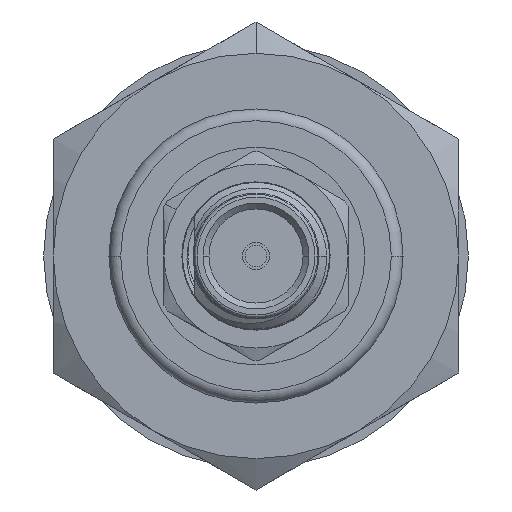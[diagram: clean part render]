
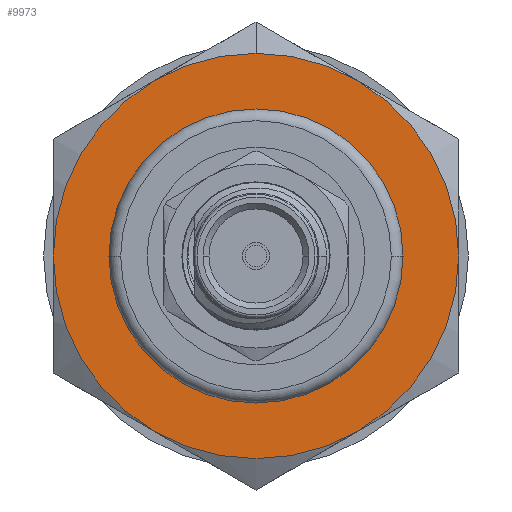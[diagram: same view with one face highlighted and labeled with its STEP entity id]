
A CAD part, left-side view. The second image highlights one B-rep face of the part: STEP entity #9973.
In plain terms, the highlighted face is planar.
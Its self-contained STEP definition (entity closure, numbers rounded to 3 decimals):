
#383 = CIRCLE ( 'NONE', #2808, 8.75 ) ;
#897 = CIRCLE ( 'NONE', #28454, 8.75 ) ;
#961 = AXIS2_PLACEMENT_3D ( 'NONE', #21010, #17183, #45153 ) ;
#1435 = DIRECTION ( 'NONE',  ( 1., 0., 0. ) ) ;
#1961 = CIRCLE ( 'NONE', #3604, 6.35 ) ;
#2808 = AXIS2_PLACEMENT_3D ( 'NONE', #17314, #17063, #21137 ) ;
#3604 = AXIS2_PLACEMENT_3D ( 'NONE', #11103, #33991, #37294 ) ;
#3678 = CARTESIAN_POINT ( 'NONE',  ( 22.23, 0., 0. ) ) ;
#3877 = VERTEX_POINT ( 'NONE', #19635 ) ;
#7113 = EDGE_CURVE ( 'NONE', #28853, #42776, #897, .T. ) ;
#8014 = DIRECTION ( 'NONE',  ( 1., 0., 0. ) ) ;
#9973 = ADVANCED_FACE ( 'NONE', ( #44897, #32706 ), #37014, .T. ) ;
#11058 = DIRECTION ( 'NONE',  ( 1., 0., 0. ) ) ;
#11103 = CARTESIAN_POINT ( 'NONE',  ( 22.23, 0., 0. ) ) ;
#11807 = DIRECTION ( 'NONE',  ( 0., 1., 0. ) ) ;
#12034 = EDGE_CURVE ( 'NONE', #38128, #18338, #32633, .T. ) ;
#12081 = ORIENTED_EDGE ( 'NONE', *, *, #14151, .T. ) ;
#12412 = DIRECTION ( 'NONE',  ( 1., 0., 0. ) ) ;
#12839 = CARTESIAN_POINT ( 'NONE',  ( 22.23, 0., 0. ) ) ;
#13253 = CARTESIAN_POINT ( 'NONE',  ( 22.23, 0., 0. ) ) ;
#13678 = CARTESIAN_POINT ( 'NONE',  ( 22.23, 0., -8.75 ) ) ;
#14023 = CIRCLE ( 'NONE', #38404, 8.75 ) ;
#14151 = EDGE_CURVE ( 'NONE', #39982, #3877, #14023, .T. ) ;
#15639 = EDGE_LOOP ( 'NONE', ( #30752, #48534 ) ) ;
#15743 = ORIENTED_EDGE ( 'NONE', *, *, #49907, .T. ) ;
#15892 = ORIENTED_EDGE ( 'NONE', *, *, #24486, .T. ) ;
#17063 = DIRECTION ( 'NONE',  ( 1., 0., 0. ) ) ;
#17126 = EDGE_CURVE ( 'NONE', #18338, #38128, #1961, .T. ) ;
#17183 = DIRECTION ( 'NONE',  ( 1., 0., 0. ) ) ;
#17188 = CARTESIAN_POINT ( 'NONE',  ( 22.23, 6.35, 0. ) ) ;
#17193 = AXIS2_PLACEMENT_3D ( 'NONE', #3678, #18661, #41782 ) ;
#17314 = CARTESIAN_POINT ( 'NONE',  ( 22.23, 0., 0. ) ) ;
#17700 = CIRCLE ( 'NONE', #28262, 8.75 ) ;
#18338 = VERTEX_POINT ( 'NONE', #17188 ) ;
#18605 = VERTEX_POINT ( 'NONE', #23030 ) ;
#18661 = DIRECTION ( 'NONE',  ( 1., 0., 0. ) ) ;
#19480 = VERTEX_POINT ( 'NONE', #33222 ) ;
#19493 = ORIENTED_EDGE ( 'NONE', *, *, #48164, .T. ) ;
#19635 = CARTESIAN_POINT ( 'NONE',  ( 22.23, -7.578, 4.375 ) ) ;
#20650 = AXIS2_PLACEMENT_3D ( 'NONE', #49447, #11058, #41561 ) ;
#21010 = CARTESIAN_POINT ( 'NONE',  ( 22.23, 8.641, 0. ) ) ;
#21137 = DIRECTION ( 'NONE',  ( 0., 1., 0. ) ) ;
#21256 = CARTESIAN_POINT ( 'NONE',  ( 22.23, 7.578, -4.375 ) ) ;
#23030 = CARTESIAN_POINT ( 'NONE',  ( 22.23, 8.75, 0. ) ) ;
#23134 = EDGE_LOOP ( 'NONE', ( #34799, #15892, #15743, #12081, #29631, #19493, #35152 ) ) ;
#23381 = CIRCLE ( 'NONE', #33102, 8.75 ) ;
#24200 = CARTESIAN_POINT ( 'NONE',  ( 22.23, 0., 0. ) ) ;
#24486 = EDGE_CURVE ( 'NONE', #18605, #35380, #383, .T. ) ;
#25814 = EDGE_CURVE ( 'NONE', #3877, #19480, #45843, .T. ) ;
#27304 = CARTESIAN_POINT ( 'NONE',  ( 22.23, 0., 0. ) ) ;
#27912 = DIRECTION ( 'NONE',  ( 0., 1., 0. ) ) ;
#28262 = AXIS2_PLACEMENT_3D ( 'NONE', #24200, #28500, #47584 ) ;
#28266 = EDGE_CURVE ( 'NONE', #42776, #18605, #29613, .T. ) ;
#28454 = AXIS2_PLACEMENT_3D ( 'NONE', #12839, #1435, #47913 ) ;
#28500 = DIRECTION ( 'NONE',  ( 1., 0., 0. ) ) ;
#28509 = DIRECTION ( 'NONE',  ( 1., 0., 0. ) ) ;
#28583 = CARTESIAN_POINT ( 'NONE',  ( 22.23, 0., 8.75 ) ) ;
#28853 = VERTEX_POINT ( 'NONE', #13678 ) ;
#29613 = CIRCLE ( 'NONE', #45042, 8.75 ) ;
#29631 = ORIENTED_EDGE ( 'NONE', *, *, #25814, .T. ) ;
#30752 = ORIENTED_EDGE ( 'NONE', *, *, #12034, .F. ) ;
#32633 = CIRCLE ( 'NONE', #17193, 6.35 ) ;
#32706 = FACE_BOUND ( 'NONE', #15639, .T. ) ;
#33102 = AXIS2_PLACEMENT_3D ( 'NONE', #35548, #12412, #27912 ) ;
#33222 = CARTESIAN_POINT ( 'NONE',  ( 22.23, -7.578, -4.375 ) ) ;
#33991 = DIRECTION ( 'NONE',  ( 1., 0., 0. ) ) ;
#34799 = ORIENTED_EDGE ( 'NONE', *, *, #28266, .T. ) ;
#35152 = ORIENTED_EDGE ( 'NONE', *, *, #7113, .T. ) ;
#35380 = VERTEX_POINT ( 'NONE', #37731 ) ;
#35548 = CARTESIAN_POINT ( 'NONE',  ( 22.23, 0., 0. ) ) ;
#37014 = PLANE ( 'NONE',  #961 ) ;
#37294 = DIRECTION ( 'NONE',  ( 0., 1., 0. ) ) ;
#37731 = CARTESIAN_POINT ( 'NONE',  ( 22.23, 7.578, 4.375 ) ) ;
#38128 = VERTEX_POINT ( 'NONE', #46213 ) ;
#38404 = AXIS2_PLACEMENT_3D ( 'NONE', #13253, #28509, #44017 ) ;
#39982 = VERTEX_POINT ( 'NONE', #28583 ) ;
#41561 = DIRECTION ( 'NONE',  ( 0., 1., 0. ) ) ;
#41782 = DIRECTION ( 'NONE',  ( 0., 1., 0. ) ) ;
#42776 = VERTEX_POINT ( 'NONE', #21256 ) ;
#44017 = DIRECTION ( 'NONE',  ( 0., 1., 0. ) ) ;
#44897 = FACE_OUTER_BOUND ( 'NONE', #23134, .T. ) ;
#45042 = AXIS2_PLACEMENT_3D ( 'NONE', #27304, #8014, #11807 ) ;
#45153 = DIRECTION ( 'NONE',  ( 0., -1., 0. ) ) ;
#45843 = CIRCLE ( 'NONE', #20650, 8.75 ) ;
#46213 = CARTESIAN_POINT ( 'NONE',  ( 22.23, -6.35, 0. ) ) ;
#47584 = DIRECTION ( 'NONE',  ( 0., 1., 0. ) ) ;
#47913 = DIRECTION ( 'NONE',  ( 0., 1., 0. ) ) ;
#48164 = EDGE_CURVE ( 'NONE', #19480, #28853, #23381, .T. ) ;
#48534 = ORIENTED_EDGE ( 'NONE', *, *, #17126, .F. ) ;
#49447 = CARTESIAN_POINT ( 'NONE',  ( 22.23, 0., 0. ) ) ;
#49907 = EDGE_CURVE ( 'NONE', #35380, #39982, #17700, .T. ) ;
